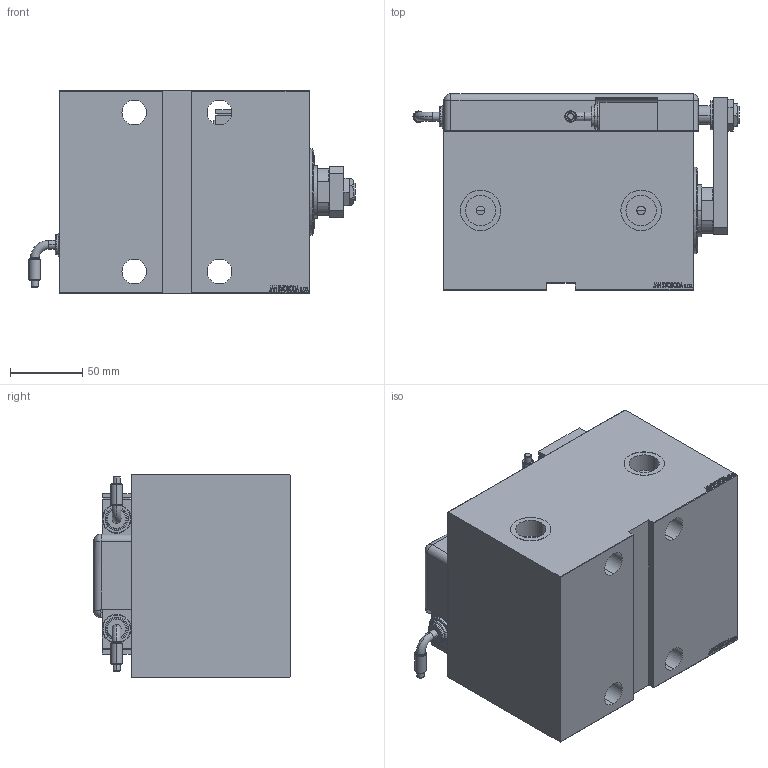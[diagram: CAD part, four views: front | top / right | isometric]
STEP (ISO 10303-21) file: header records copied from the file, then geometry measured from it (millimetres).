
FILE_DESCRIPTION (( 'STEP AP203' ), '1' );
FILE_NAME ('2ae5.STEP', '2022-04-17T02:23:21', ( '' ), ( '' ), 'SwSTEP 2.0', 'SolidWorks 2019', '' );
FILE_SCHEMA (( 'CONFIG_CONTROL_DESIGN' ));
Length unit declared in the file: millimetre
Products named in the file (13): SWITCH DIM A_G 0059a9e3739ae72254c41baf53aa0ab2; KRYT 0059a9e3739ae72254c41baf53aa0ab2; MAGNETIC SWITCH Q 0059a9e3739ae72254c41baf53aa0ab2; ZARAZKA_Q 0059a9e3739ae72254c41baf53aa0ab2; NUT_D13 0059a9e3739ae72254c41baf53aa0ab2; TYC 0059a9e3739ae72254c41baf53aa0ab2; NUT_D19 0059a9e3739ae72254c41baf53aa0ab2; V450CM_VC_B 0059a9e3739ae72254c41baf53aa0ab2; V450CM_E_Body 0059a9e3739ae72254c41baf53aa0ab2; 2ae5; SWITCH Q 0059a9e3739ae72254c41baf53aa0ab2; SWITCH_Q_FRONT_BACK 0059a9e3739ae72254c41baf53aa0ab2; V450CM_E_VCP 0059a9e3739ae72254c41baf53aa0ab2
Assembly tree (13 placements, depth 3):
  2ae5
    V450CM_E_Body 0059a9e3739ae72254c41baf53aa0ab2
    V450CM_E_VCP 0059a9e3739ae72254c41baf53aa0ab2
    V450CM_VC_B 0059a9e3739ae72254c41baf53aa0ab2
    MAGNETIC SWITCH Q 0059a9e3739ae72254c41baf53aa0ab2
      SWITCH_Q_FRONT_BACK 0059a9e3739ae72254c41baf53aa0ab2
      TYC 0059a9e3739ae72254c41baf53aa0ab2
      ZARAZKA_Q 0059a9e3739ae72254c41baf53aa0ab2
      SWITCH DIM A_G 0059a9e3739ae72254c41baf53aa0ab2
      NUT_D19 0059a9e3739ae72254c41baf53aa0ab2
      NUT_D13 0059a9e3739ae72254c41baf53aa0ab2
      KRYT 0059a9e3739ae72254c41baf53aa0ab2
      SWITCH Q 0059a9e3739ae72254c41baf53aa0ab2  x2
Bounding box: 225.46 x 135.8 x 140 mm (x, y, z)
Volume: 2293337.3 mm3; surface area: 317162.7 mm2
Topology: 13 solids, 13 shells, 1271 faces, 3225 edges, 2123 vertices
Faces by surface type: plane 621, bspline 475, cylinder 117, cone 34, torus 22, sphere 2
Entity records: 60633 total; most frequent: CARTESIAN_POINT 32789, ORIENTED_EDGE 6194, DIRECTION 3911, EDGE_CURVE 3097, VERTEX_POINT 2046, LINE 1849, VECTOR 1849, EDGE_LOOP 1387
